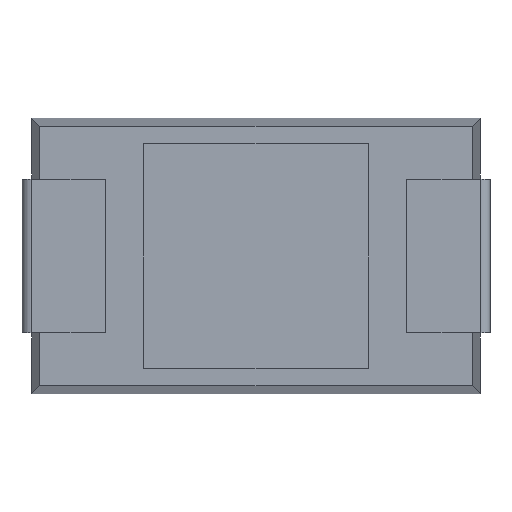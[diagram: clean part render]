
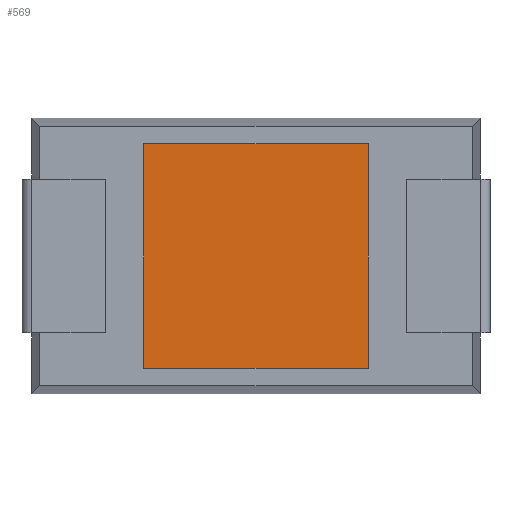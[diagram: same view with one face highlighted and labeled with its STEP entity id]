
A CAD part, front view. The second image highlights one B-rep face of the part: STEP entity #569.
In plain terms, the highlighted planar face has unit normal (0, -1, 0).
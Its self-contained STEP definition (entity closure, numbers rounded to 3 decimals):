
#118 = EDGE_LOOP ( 'NONE', ( #289, #2181, #623, #1390 ) ) ;
#189 = DIRECTION ( 'NONE',  ( 0., 0., 1. ) ) ;
#289 = ORIENTED_EDGE ( 'NONE', *, *, #2209, .F. ) ;
#297 = CARTESIAN_POINT ( 'NONE',  ( 1.75, 0., 1.75 ) ) ;
#323 = VECTOR ( 'NONE', #1604, 1000. ) ;
#424 = LINE ( 'NONE', #1640, #976 ) ;
#454 = PLANE ( 'NONE',  #2417 ) ;
#480 = FACE_OUTER_BOUND ( 'NONE', #118, .T. ) ;
#521 = CARTESIAN_POINT ( 'NONE',  ( 1.75, 0., -1.75 ) ) ;
#540 = LINE ( 'NONE', #1349, #1262 ) ;
#548 = VECTOR ( 'NONE', #2524, 1000. ) ;
#569 = ADVANCED_FACE ( 'NONE', ( #480 ), #454, .F. ) ;
#623 = ORIENTED_EDGE ( 'NONE', *, *, #1103, .F. ) ;
#794 = VERTEX_POINT ( 'NONE', #521 ) ;
#976 = VECTOR ( 'NONE', #189, 1000. ) ;
#1101 = CARTESIAN_POINT ( 'NONE',  ( 0., 0., 0. ) ) ;
#1103 = EDGE_CURVE ( 'NONE', #1480, #794, #1309, .T. ) ;
#1197 = CARTESIAN_POINT ( 'NONE',  ( -1.75, 0., -1.75 ) ) ;
#1262 = VECTOR ( 'NONE', #2135, 1000. ) ;
#1272 = DIRECTION ( 'NONE',  ( 0., 1., 0. ) ) ;
#1309 = LINE ( 'NONE', #297, #548 ) ;
#1349 = CARTESIAN_POINT ( 'NONE',  ( 1.75, 0., -1.75 ) ) ;
#1386 = CARTESIAN_POINT ( 'NONE',  ( 1.75, 0., 1.75 ) ) ;
#1390 = ORIENTED_EDGE ( 'NONE', *, *, #1700, .F. ) ;
#1480 = VERTEX_POINT ( 'NONE', #1512 ) ;
#1512 = CARTESIAN_POINT ( 'NONE',  ( 1.75, 0., 1.75 ) ) ;
#1604 = DIRECTION ( 'NONE',  ( 1., 0., 0. ) ) ;
#1640 = CARTESIAN_POINT ( 'NONE',  ( -1.75, 0., 1.75 ) ) ;
#1700 = EDGE_CURVE ( 'NONE', #2477, #1480, #1987, .T. ) ;
#1987 = LINE ( 'NONE', #1386, #323 ) ;
#2035 = EDGE_CURVE ( 'NONE', #794, #2106, #540, .T. ) ;
#2073 = DIRECTION ( 'NONE',  ( 0., 0., 1. ) ) ;
#2106 = VERTEX_POINT ( 'NONE', #1197 ) ;
#2135 = DIRECTION ( 'NONE',  ( -1., 0., 0. ) ) ;
#2181 = ORIENTED_EDGE ( 'NONE', *, *, #2035, .F. ) ;
#2209 = EDGE_CURVE ( 'NONE', #2106, #2477, #424, .T. ) ;
#2291 = CARTESIAN_POINT ( 'NONE',  ( -1.75, 0., 1.75 ) ) ;
#2417 = AXIS2_PLACEMENT_3D ( 'NONE', #1101, #1272, #2073 ) ;
#2477 = VERTEX_POINT ( 'NONE', #2291 ) ;
#2524 = DIRECTION ( 'NONE',  ( 0., 0., -1. ) ) ;
